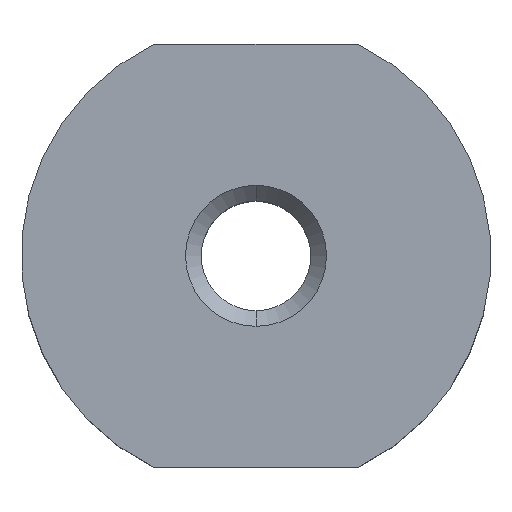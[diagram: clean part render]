
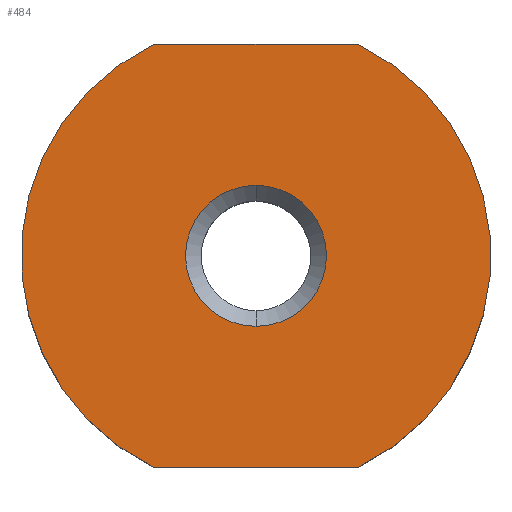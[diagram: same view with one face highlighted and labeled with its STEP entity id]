
A CAD part, top view. The second image highlights one B-rep face of the part: STEP entity #484.
In plain terms, the highlighted planar face has unit normal (0, 0, 1).
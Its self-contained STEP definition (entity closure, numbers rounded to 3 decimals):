
#9 = DIRECTION ( 'NONE',  ( 1., 0., 0. ) ) ;
#14 = ORIENTED_EDGE ( 'NONE', *, *, #162, .T. ) ;
#25 = EDGE_CURVE ( 'NONE', #689, #749, #110, .T. ) ;
#26 = ORIENTED_EDGE ( 'NONE', *, *, #292, .T. ) ;
#37 = EDGE_CURVE ( 'NONE', #699, #764, #383, .T. ) ;
#48 = DIRECTION ( 'NONE',  ( 0., 0., -1. ) ) ;
#90 = DIRECTION ( 'NONE',  ( 1., 0., 0. ) ) ;
#110 = CIRCLE ( 'NONE', #545, 15. ) ;
#112 = EDGE_LOOP ( 'NONE', ( #26, #701, #780, #374 ) ) ;
#130 = DIRECTION ( 'NONE',  ( 0., -1., 0. ) ) ;
#139 = DIRECTION ( 'NONE',  ( 0., -1., 0. ) ) ;
#141 = CARTESIAN_POINT ( 'NONE',  ( 0., 4.5, 0. ) ) ;
#149 = CARTESIAN_POINT ( 'NONE',  ( 6.538, -13.5, 0. ) ) ;
#156 = AXIS2_PLACEMENT_3D ( 'NONE', #665, #612, #362 ) ;
#162 = EDGE_CURVE ( 'NONE', #764, #699, #573, .T. ) ;
#187 = AXIS2_PLACEMENT_3D ( 'NONE', #602, #426, #357 ) ;
#188 = CARTESIAN_POINT ( 'NONE',  ( 0., 0., 0. ) ) ;
#202 = CARTESIAN_POINT ( 'NONE',  ( 6.538, 13.5, 0. ) ) ;
#203 = CARTESIAN_POINT ( 'NONE',  ( -6.538, -13.5, 0. ) ) ;
#228 = FACE_OUTER_BOUND ( 'NONE', #112, .T. ) ;
#249 = FACE_BOUND ( 'NONE', #342, .T. ) ;
#283 = VECTOR ( 'NONE', #90, 1000. ) ;
#292 = EDGE_CURVE ( 'NONE', #609, #749, #354, .T. ) ;
#303 = DIRECTION ( 'NONE',  ( 0., 1., 0. ) ) ;
#321 = PLANE ( 'NONE',  #710 ) ;
#333 = ORIENTED_EDGE ( 'NONE', *, *, #37, .T. ) ;
#342 = EDGE_LOOP ( 'NONE', ( #14, #333 ) ) ;
#354 = LINE ( 'NONE', #406, #283 ) ;
#357 = DIRECTION ( 'NONE',  ( 0., 1., 0. ) ) ;
#361 = AXIS2_PLACEMENT_3D ( 'NONE', #188, #508, #139 ) ;
#362 = DIRECTION ( 'NONE',  ( 0., -1., 0. ) ) ;
#374 = ORIENTED_EDGE ( 'NONE', *, *, #388, .F. ) ;
#379 = CARTESIAN_POINT ( 'NONE',  ( -6.538, 13.5, 0. ) ) ;
#383 = CIRCLE ( 'NONE', #156, 4.5 ) ;
#388 = EDGE_CURVE ( 'NONE', #609, #526, #606, .T. ) ;
#396 = CARTESIAN_POINT ( 'NONE',  ( -15., 13.5, 0. ) ) ;
#406 = CARTESIAN_POINT ( 'NONE',  ( -15., -13.5, 0. ) ) ;
#426 = DIRECTION ( 'NONE',  ( 0., 0., -1. ) ) ;
#484 = ADVANCED_FACE ( 'NONE', ( #249, #228 ), #321, .T. ) ;
#508 = DIRECTION ( 'NONE',  ( 0., 0., -1. ) ) ;
#524 = CARTESIAN_POINT ( 'NONE',  ( 0., -4.5, 0. ) ) ;
#526 = VERTEX_POINT ( 'NONE', #379 ) ;
#545 = AXIS2_PLACEMENT_3D ( 'NONE', #548, #48, #303 ) ;
#548 = CARTESIAN_POINT ( 'NONE',  ( 0., 0., 0. ) ) ;
#573 = CIRCLE ( 'NONE', #361, 4.5 ) ;
#602 = CARTESIAN_POINT ( 'NONE',  ( 0., 0., 0. ) ) ;
#606 = CIRCLE ( 'NONE', #187, 15. ) ;
#609 = VERTEX_POINT ( 'NONE', #203 ) ;
#612 = DIRECTION ( 'NONE',  ( 0., 0., -1. ) ) ;
#665 = CARTESIAN_POINT ( 'NONE',  ( 0., 0., 0. ) ) ;
#680 = EDGE_CURVE ( 'NONE', #526, #689, #736, .T. ) ;
#683 = DIRECTION ( 'NONE',  ( 0., 0., 1. ) ) ;
#689 = VERTEX_POINT ( 'NONE', #202 ) ;
#699 = VERTEX_POINT ( 'NONE', #141 ) ;
#701 = ORIENTED_EDGE ( 'NONE', *, *, #25, .F. ) ;
#710 = AXIS2_PLACEMENT_3D ( 'NONE', #805, #683, #130 ) ;
#711 = VECTOR ( 'NONE', #9, 1000. ) ;
#736 = LINE ( 'NONE', #396, #711 ) ;
#749 = VERTEX_POINT ( 'NONE', #149 ) ;
#764 = VERTEX_POINT ( 'NONE', #524 ) ;
#780 = ORIENTED_EDGE ( 'NONE', *, *, #680, .F. ) ;
#805 = CARTESIAN_POINT ( 'NONE',  ( 0., 15., 0. ) ) ;
